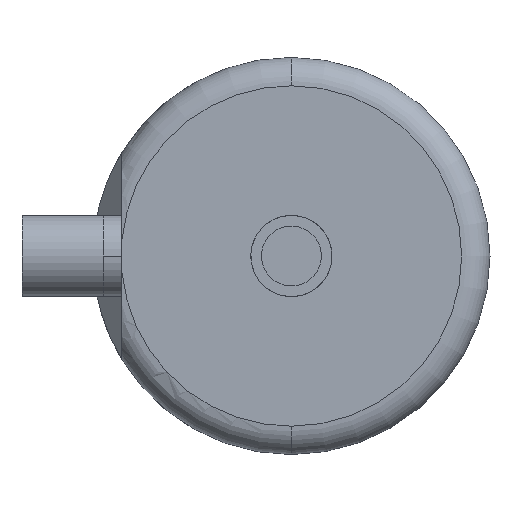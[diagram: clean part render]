
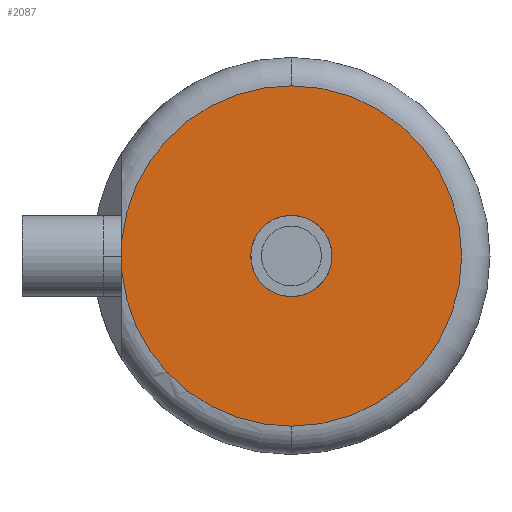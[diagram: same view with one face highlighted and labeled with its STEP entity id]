
A CAD part, front view. The second image highlights one B-rep face of the part: STEP entity #2087.
In plain terms, the highlighted planar face has unit normal (0, -1, 0).
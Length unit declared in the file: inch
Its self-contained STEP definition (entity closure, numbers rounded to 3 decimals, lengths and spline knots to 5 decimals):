
#67 = CARTESIAN_POINT ( 'NONE',  ( 0., 0.447, 0. ) ) ;
#82 = AXIS2_PLACEMENT_3D ( 'NONE', #2386, #1985, #2409 ) ;
#145 = CARTESIAN_POINT ( 'NONE',  ( 0., 0.447, -1.05 ) ) ;
#154 = CIRCLE ( 'NONE', #1943, 1.05 ) ;
#242 = DIRECTION ( 'NONE',  ( 0., 1., 0. ) ) ;
#254 = AXIS2_PLACEMENT_3D ( 'NONE', #1025, #1766, #1185 ) ;
#279 = CARTESIAN_POINT ( 'NONE',  ( -1.045, 0.447, 0.10235 ) ) ;
#280 = VERTEX_POINT ( 'NONE', #406 ) ;
#334 = DIRECTION ( 'NONE',  ( 1., 0., 0. ) ) ;
#406 = CARTESIAN_POINT ( 'NONE',  ( -0.25, 0.447, 0. ) ) ;
#432 = VERTEX_POINT ( 'NONE', #1826 ) ;
#439 = DIRECTION ( 'NONE',  ( 0., 0., -1. ) ) ;
#443 = ORIENTED_EDGE ( 'NONE', *, *, #1060, .F. ) ;
#444 = AXIS2_PLACEMENT_3D ( 'NONE', #739, #1138, #334 ) ;
#504 = FACE_BOUND ( 'NONE', #646, .T. ) ;
#530 = DIRECTION ( 'NONE',  ( 0., 1., 0. ) ) ;
#646 = EDGE_LOOP ( 'NONE', ( #1362, #2476 ) ) ;
#657 = VERTEX_POINT ( 'NONE', #145 ) ;
#716 = CARTESIAN_POINT ( 'NONE',  ( 0., 0.447, 0. ) ) ;
#739 = CARTESIAN_POINT ( 'NONE',  ( 0., 0.447, 0. ) ) ;
#745 = CIRCLE ( 'NONE', #444, 0.25 ) ;
#840 = AXIS2_PLACEMENT_3D ( 'NONE', #1371, #1737, #976 ) ;
#885 = ORIENTED_EDGE ( 'NONE', *, *, #2402, .F. ) ;
#965 = VECTOR ( 'NONE', #1680, 39.37008 ) ;
#976 = DIRECTION ( 'NONE',  ( 1., 0., 0. ) ) ;
#1016 = ORIENTED_EDGE ( 'NONE', *, *, #2012, .T. ) ;
#1025 = CARTESIAN_POINT ( 'NONE',  ( 0., 0.447, 0. ) ) ;
#1033 = AXIS2_PLACEMENT_3D ( 'NONE', #716, #530, #2053 ) ;
#1034 = LINE ( 'NONE', #2083, #965 ) ;
#1060 = EDGE_CURVE ( 'NONE', #1477, #657, #1524, .T. ) ;
#1128 = ORIENTED_EDGE ( 'NONE', *, *, #2190, .F. ) ;
#1138 = DIRECTION ( 'NONE',  ( 0., -1., 0. ) ) ;
#1185 = DIRECTION ( 'NONE',  ( 0., 0., -1. ) ) ;
#1266 = FACE_OUTER_BOUND ( 'NONE', #1307, .T. ) ;
#1298 = CIRCLE ( 'NONE', #254, 1.05 ) ;
#1307 = EDGE_LOOP ( 'NONE', ( #885, #1016, #1128, #443 ) ) ;
#1362 = ORIENTED_EDGE ( 'NONE', *, *, #1406, .F. ) ;
#1371 = CARTESIAN_POINT ( 'NONE',  ( 0., 0.447, 0. ) ) ;
#1406 = EDGE_CURVE ( 'NONE', #432, #280, #745, .T. ) ;
#1477 = VERTEX_POINT ( 'NONE', #2243 ) ;
#1524 = CIRCLE ( 'NONE', #1033, 1.05 ) ;
#1652 = CIRCLE ( 'NONE', #82, 0.25 ) ;
#1680 = DIRECTION ( 'NONE',  ( 0., 0., -1. ) ) ;
#1737 = DIRECTION ( 'NONE',  ( 0., -1., 0. ) ) ;
#1766 = DIRECTION ( 'NONE',  ( 0., 1., 0. ) ) ;
#1826 = CARTESIAN_POINT ( 'NONE',  ( 0.25, 0.447, 0. ) ) ;
#1837 = VERTEX_POINT ( 'NONE', #2019 ) ;
#1859 = VERTEX_POINT ( 'NONE', #279 ) ;
#1943 = AXIS2_PLACEMENT_3D ( 'NONE', #67, #242, #439 ) ;
#1985 = DIRECTION ( 'NONE',  ( 0., -1., 0. ) ) ;
#2012 = EDGE_CURVE ( 'NONE', #1859, #1837, #1034, .T. ) ;
#2019 = CARTESIAN_POINT ( 'NONE',  ( -1.045, 0.447, -0.10235 ) ) ;
#2053 = DIRECTION ( 'NONE',  ( 0., 0., -1. ) ) ;
#2083 = CARTESIAN_POINT ( 'NONE',  ( -1.045, 0.447, -0.75 ) ) ;
#2087 = ADVANCED_FACE ( 'NONE', ( #1266, #504 ), #2112, .T. ) ;
#2112 = PLANE ( 'NONE',  #840 ) ;
#2190 = EDGE_CURVE ( 'NONE', #657, #1837, #1298, .T. ) ;
#2243 = CARTESIAN_POINT ( 'NONE',  ( 0., 0.447, 1.05 ) ) ;
#2321 = EDGE_CURVE ( 'NONE', #280, #432, #1652, .T. ) ;
#2386 = CARTESIAN_POINT ( 'NONE',  ( 0., 0.447, 0. ) ) ;
#2402 = EDGE_CURVE ( 'NONE', #1859, #1477, #154, .T. ) ;
#2409 = DIRECTION ( 'NONE',  ( 1., 0., 0. ) ) ;
#2476 = ORIENTED_EDGE ( 'NONE', *, *, #2321, .F. ) ;
